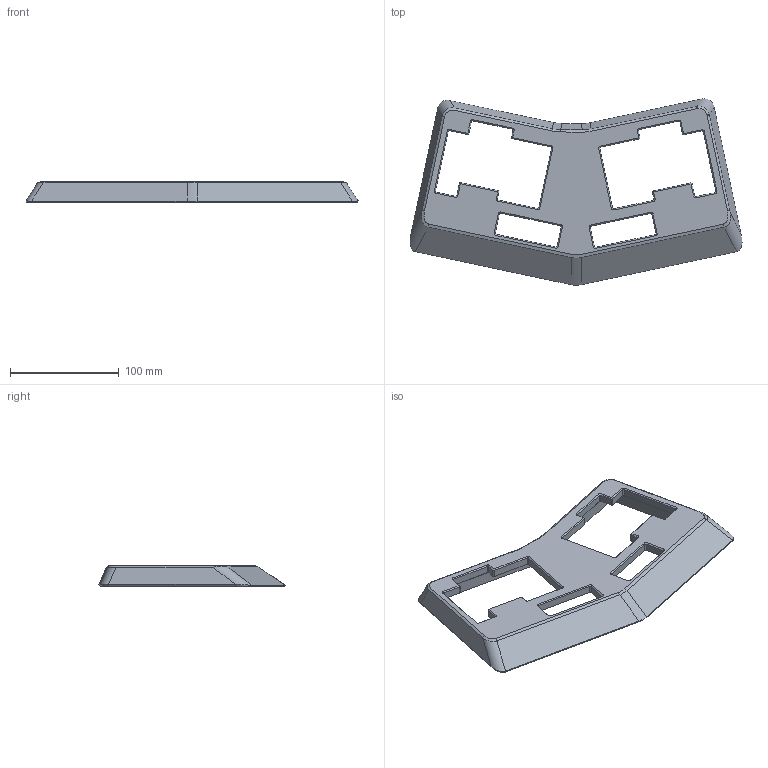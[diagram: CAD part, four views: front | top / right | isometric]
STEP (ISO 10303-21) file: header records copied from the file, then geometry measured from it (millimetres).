
FILE_DESCRIPTION(/* description */ (''),/* implementation_level */ '2;1');
FILE_NAME(/* name */ 'ChiffEvoCase_top.step',/* time_stamp */ '2023-02-13T14:58:57-08:00',/* author */ (''),/* organization */ (''),/* preprocessor_version */ 'ST-DEVELOPER v19.2',/* originating_system */ 'Autodesk Translation Framework v11.17.0.187',/* authorisation */ '');
FILE_SCHEMA (('AUTOMOTIVE_DESIGN { 1 0 10303 214 3 1 1 }'));
Length unit declared in the file: millimetre
Products named in the file (1): ChiffEvoCase
Bounding box: 305.31 x 171.39 x 19.2 mm (x, y, z)
Volume: 302354 mm3; surface area: 78470.8 mm2
Topology: 1 solids, 1 shells, 245 faces, 620 edges, 370 vertices
Faces by surface type: plane 96, cylinder 61, cone 46, bspline 42
Full cylindrical faces by diameter (mm): 2.075 x14
Entity records: 7809 total; most frequent: CARTESIAN_POINT 2202, ORIENTED_EDGE 1196, DIRECTION 1054, EDGE_CURVE 598, LINE 382, VECTOR 382, VERTEX_POINT 370, AXIS2_PLACEMENT_3D 336
